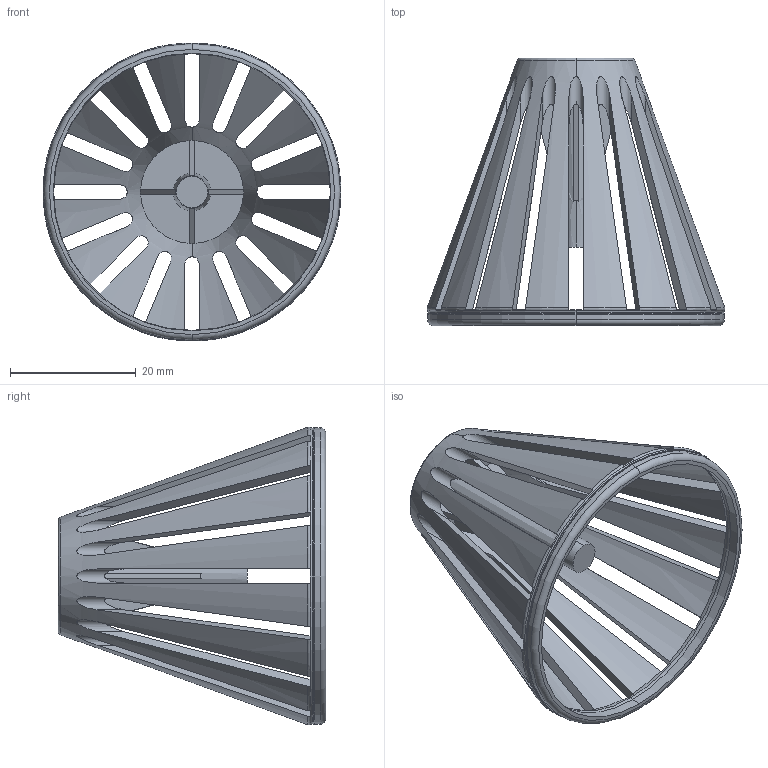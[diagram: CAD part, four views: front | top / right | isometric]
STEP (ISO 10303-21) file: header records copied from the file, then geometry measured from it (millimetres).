
FILE_DESCRIPTION (( 'STEP AP203' ), '1' );
FILE_NAME ('C125AA.STEP', '2022-09-15T12:19:13', ( '' ), ( '' ), 'SwSTEP 2.0', 'SolidWorks 2019', '' );
FILE_SCHEMA (( 'CONFIG_CONTROL_DESIGN' ));
Length unit declared in the file: millimetre
Products named in the file (1): C125AA
Bounding box: 47.3 x 42.48 x 47.3 mm (x, y, z)
Volume: 5961.5 mm3; surface area: 10068.7 mm2
Topology: 1 solids, 1 shells, 119 faces, 423 edges, 276 vertices
Faces by surface type: plane 68, cylinder 29, torus 16, cone 6
Entity records: 5616 total; most frequent: CARTESIAN_POINT 2175, ORIENTED_EDGE 846, DIRECTION 579, EDGE_CURVE 423, VERTEX_POINT 276, AXIS2_PLACEMENT_3D 240, B_SPLINE_CURVE_WITH_KNOTS 198, EDGE_LOOP 121
